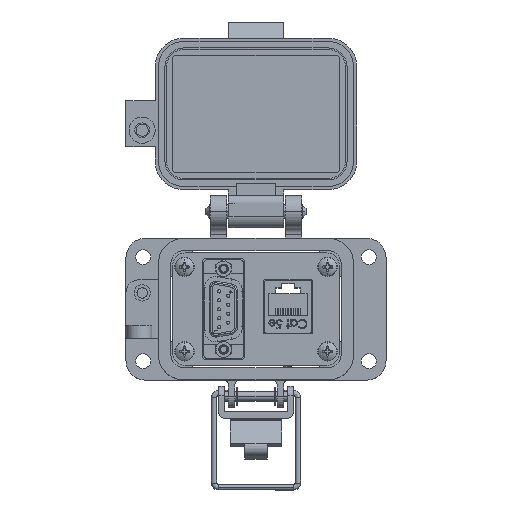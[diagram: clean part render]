
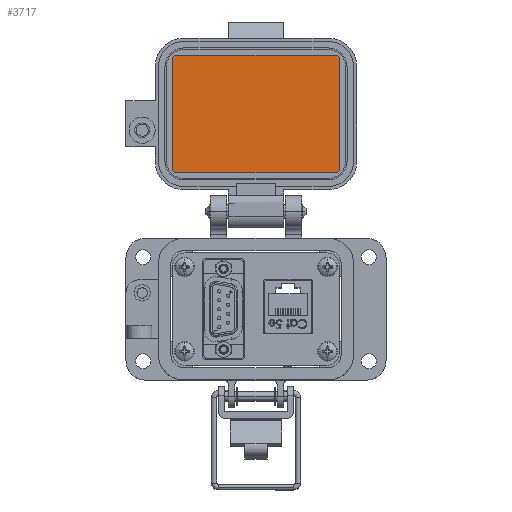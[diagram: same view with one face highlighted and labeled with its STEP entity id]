
A CAD part, top view. The second image highlights one B-rep face of the part: STEP entity #3717.
In plain terms, the highlighted planar face has unit normal (0, 0, 1).
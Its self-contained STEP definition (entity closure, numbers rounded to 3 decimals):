
#1467 = AXIS2_PLACEMENT_3D ( 'NONE', #41953, #58877, #65949 ) ;
#1883 = LINE ( 'NONE', #42826, #54933 ) ;
#2819 = VERTEX_POINT ( 'NONE', #10161 ) ;
#3717 = ADVANCED_FACE ( 'NONE', ( #53669 ), #48167, .F. ) ;
#4210 = AXIS2_PLACEMENT_3D ( 'NONE', #66206, #6375, #30363 ) ;
#6375 = DIRECTION ( 'NONE',  ( 0., 0., -1. ) ) ;
#6611 = DIRECTION ( 'NONE',  ( 0., -1., 0. ) ) ;
#10161 = CARTESIAN_POINT ( 'NONE',  ( -24.827, 49.199, -23.97 ) ) ;
#11027 = DIRECTION ( 'NONE',  ( -1., 0., 0. ) ) ;
#11400 = ORIENTED_EDGE ( 'NONE', *, *, #59299, .F. ) ;
#11647 = CARTESIAN_POINT ( 'NONE',  ( 24.827, 84.4, -23.97 ) ) ;
#12242 = EDGE_CURVE ( 'NONE', #17441, #27174, #44311, .T. ) ;
#12496 = EDGE_CURVE ( 'NONE', #45591, #17441, #24916, .T. ) ;
#16554 = CARTESIAN_POINT ( 'NONE',  ( 0., 49.199, -23.97 ) ) ;
#17441 = VERTEX_POINT ( 'NONE', #45212 ) ;
#18315 = DIRECTION ( 'NONE',  ( 0., 0., -1. ) ) ;
#20984 = ORIENTED_EDGE ( 'NONE', *, *, #56374, .F. ) ;
#21536 = VERTEX_POINT ( 'NONE', #28967 ) ;
#24085 = CIRCLE ( 'NONE', #1467, 1.057 ) ;
#24916 = LINE ( 'NONE', #54832, #49500 ) ;
#27099 = CARTESIAN_POINT ( 'NONE',  ( 24.828, 49.199, -23.97 ) ) ;
#27174 = VERTEX_POINT ( 'NONE', #55971 ) ;
#28967 = CARTESIAN_POINT ( 'NONE',  ( -25.885, 84.4, -23.97 ) ) ;
#30043 = ORIENTED_EDGE ( 'NONE', *, *, #66286, .F. ) ;
#30363 = DIRECTION ( 'NONE',  ( -1., 0., 0. ) ) ;
#30488 = ORIENTED_EDGE ( 'NONE', *, *, #67030, .F. ) ;
#33141 = VECTOR ( 'NONE', #45767, 1000. ) ;
#34251 = AXIS2_PLACEMENT_3D ( 'NONE', #11647, #18315, #36450 ) ;
#34404 = DIRECTION ( 'NONE',  ( 0., 0., -1. ) ) ;
#36450 = DIRECTION ( 'NONE',  ( -1., 0., 0. ) ) ;
#36693 = EDGE_LOOP ( 'NONE', ( #30488, #30043, #11400, #44752, #20984, #40747, #49239, #40549 ) ) ;
#40060 = EDGE_CURVE ( 'NONE', #27174, #70386, #1883, .T. ) ;
#40364 = DIRECTION ( 'NONE',  ( -1., 0., 0. ) ) ;
#40549 = ORIENTED_EDGE ( 'NONE', *, *, #12496, .F. ) ;
#40747 = ORIENTED_EDGE ( 'NONE', *, *, #40060, .F. ) ;
#41864 = DIRECTION ( 'NONE',  ( 0., 1., 0. ) ) ;
#41953 = CARTESIAN_POINT ( 'NONE',  ( 24.827, 50.257, -23.97 ) ) ;
#42749 = VERTEX_POINT ( 'NONE', #69073 ) ;
#42826 = CARTESIAN_POINT ( 'NONE',  ( 25.885, 67.329, -23.97 ) ) ;
#43275 = AXIS2_PLACEMENT_3D ( 'NONE', #76571, #58459, #40364 ) ;
#44311 = CIRCLE ( 'NONE', #34251, 1.057 ) ;
#44752 = ORIENTED_EDGE ( 'NONE', *, *, #48089, .F. ) ;
#45212 = CARTESIAN_POINT ( 'NONE',  ( 24.827, 85.458, -23.97 ) ) ;
#45591 = VERTEX_POINT ( 'NONE', #60387 ) ;
#45767 = DIRECTION ( 'NONE',  ( 0., 1., 0. ) ) ;
#46934 = CARTESIAN_POINT ( 'NONE',  ( -25.885, 67.329, -23.97 ) ) ;
#47364 = VECTOR ( 'NONE', #11027, 1000. ) ;
#48089 = EDGE_CURVE ( 'NONE', #55779, #2819, #53167, .T. ) ;
#48167 = PLANE ( 'NONE',  #61147 ) ;
#49239 = ORIENTED_EDGE ( 'NONE', *, *, #12242, .F. ) ;
#49500 = VECTOR ( 'NONE', #62303, 1000. ) ;
#52830 = LINE ( 'NONE', #46934, #33141 ) ;
#53167 = LINE ( 'NONE', #16554, #47364 ) ;
#53669 = FACE_OUTER_BOUND ( 'NONE', #36693, .T. ) ;
#54832 = CARTESIAN_POINT ( 'NONE',  ( 0., 85.458, -23.97 ) ) ;
#54933 = VECTOR ( 'NONE', #6611, 1000. ) ;
#55779 = VERTEX_POINT ( 'NONE', #27099 ) ;
#55971 = CARTESIAN_POINT ( 'NONE',  ( 25.885, 84.4, -23.97 ) ) ;
#56374 = EDGE_CURVE ( 'NONE', #70386, #55779, #24085, .T. ) ;
#58459 = DIRECTION ( 'NONE',  ( 0., 0., -1. ) ) ;
#58790 = CARTESIAN_POINT ( 'NONE',  ( 0., 67.329, -23.97 ) ) ;
#58877 = DIRECTION ( 'NONE',  ( 0., 0., -1. ) ) ;
#59299 = EDGE_CURVE ( 'NONE', #2819, #42749, #62046, .T. ) ;
#60387 = CARTESIAN_POINT ( 'NONE',  ( -24.827, 85.458, -23.97 ) ) ;
#61147 = AXIS2_PLACEMENT_3D ( 'NONE', #58790, #34404, #41864 ) ;
#62046 = CIRCLE ( 'NONE', #4210, 1.057 ) ;
#62303 = DIRECTION ( 'NONE',  ( 1., 0., 0. ) ) ;
#65906 = CIRCLE ( 'NONE', #43275, 1.057 ) ;
#65949 = DIRECTION ( 'NONE',  ( -1., 0., 0. ) ) ;
#66206 = CARTESIAN_POINT ( 'NONE',  ( -24.827, 50.257, -23.97 ) ) ;
#66286 = EDGE_CURVE ( 'NONE', #42749, #21536, #52830, .T. ) ;
#67030 = EDGE_CURVE ( 'NONE', #21536, #45591, #65906, .T. ) ;
#69073 = CARTESIAN_POINT ( 'NONE',  ( -25.885, 50.257, -23.97 ) ) ;
#70386 = VERTEX_POINT ( 'NONE', #71803 ) ;
#71803 = CARTESIAN_POINT ( 'NONE',  ( 25.885, 50.257, -23.97 ) ) ;
#76571 = CARTESIAN_POINT ( 'NONE',  ( -24.827, 84.4, -23.97 ) ) ;
